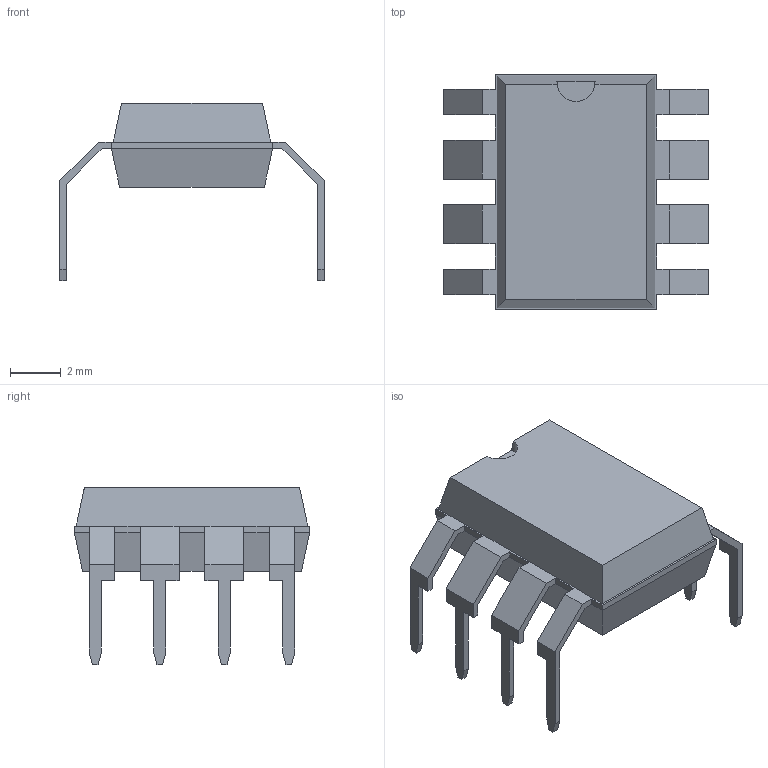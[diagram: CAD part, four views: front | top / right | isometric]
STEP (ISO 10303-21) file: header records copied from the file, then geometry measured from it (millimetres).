
FILE_DESCRIPTION(/* description */ ('model of DIP-8_W10.16mm'),/* implementation_level */ '2;1');
FILE_NAME(/* name */ 'DIP-8_W10.16mm.step',/* time_stamp */ '2017-03-08T19:06:57',/* author */ ('kicad StepUp','ksu'),/* organization */ ('FreeCAD'),/* preprocessor_version */ 'OCC',/* originating_system */ 'kicad StepUp',/* authorisation */ '');
FILE_SCHEMA(('AUTOMOTIVE_DESIGN_CC2 { 1 2 10303 214 -1 1 5 4 }'));
Length unit declared in the file: millimetre
Products named in the file (1): DIP-8_W10.16mm
Bounding box: 10.41 x 9.27 x 6.98 mm (x, y, z)
Volume: 186.8 mm3; surface area: 310.8 mm2
Topology: 1 solids, 1 shells, 148 faces, 396 edges, 250 vertices
Faces by surface type: plane 127, bspline 20, cylinder 1
Entity records: 3266 total; most frequent: CARTESIAN_POINT 656, ORIENTED_EDGE 638, EDGE_CURVE 396, LINE 316, VERTEX_POINT 250, ADVANCED_FACE 148, FACE_BOUND 148, EDGE_LOOP 148
